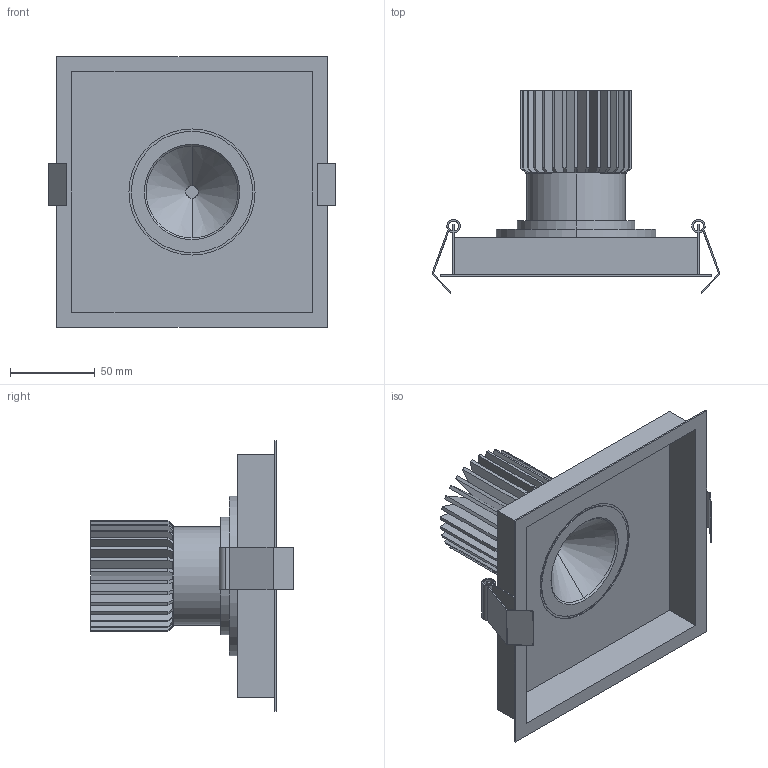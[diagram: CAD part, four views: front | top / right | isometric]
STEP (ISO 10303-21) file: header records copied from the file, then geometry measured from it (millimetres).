
FILE_DESCRIPTION (( 'STEP AP214' ), '1' );
FILE_NAME ('RADO 18 WH D45 4000Ê (wo driver).STEP', '2018-07-09T06:13:46', ( '' ), ( '' ), 'SwSTEP 2.0', 'SolidWorks 2013', '' );
FILE_SCHEMA (( 'AUTOMOTIVE_DESIGN' ));
Length unit declared in the file: millimetre
Products named in the file (1): RADO 18 WH D45 4000Ê (wo driver)
Bounding box: 170.28 x 119.99 x 160 mm (x, y, z)
Volume: 217756.1 mm3; surface area: 179902.8 mm2
Topology: 4 solids, 4 shells, 204 faces, 560 edges, 373 vertices
Faces by surface type: plane 141, cylinder 57, cone 6
Entity records: 7009 total; most frequent: CARTESIAN_POINT 1318, ORIENTED_EDGE 1120, DIRECTION 1065, EDGE_CURVE 560, VERTEX_POINT 373, AXIS2_PLACEMENT_3D 360, LINE 345, VECTOR 345
